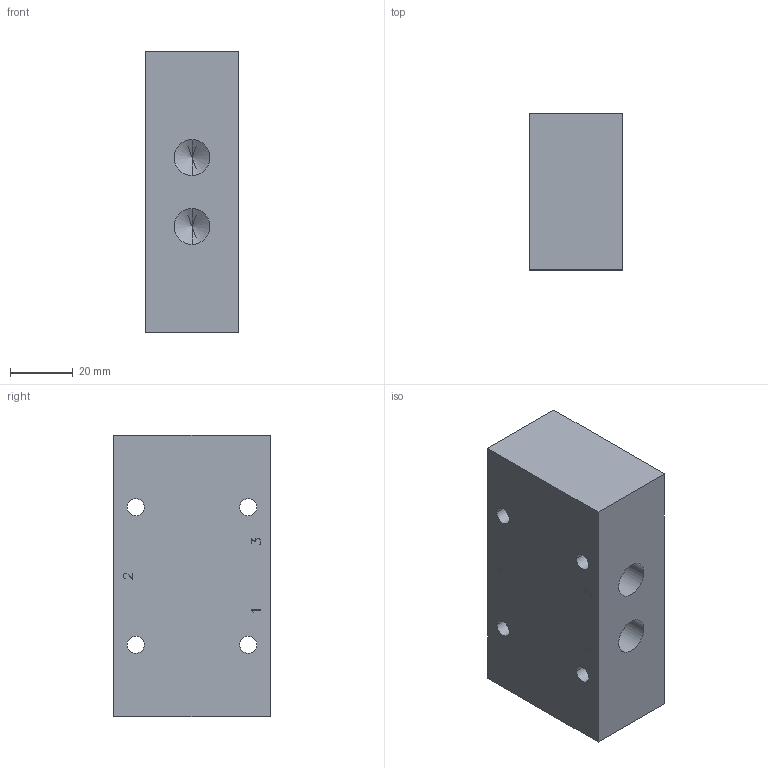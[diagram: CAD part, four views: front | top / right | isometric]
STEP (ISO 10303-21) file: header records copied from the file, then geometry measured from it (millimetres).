
FILE_DESCRIPTION (( 'STEP AP214' ), '1' );
FILE_NAME ('P-07-322_Airtec.step', '2018-12-06T09:44:29', ( '' ), ( '' ), 'SwSTEP 2.0', 'SolidWorks 2010', '' );
FILE_SCHEMA (( 'AUTOMOTIVE_DESIGN' ));
Length unit declared in the file: millimetre
Products named in the file (1): P-07-322_Airtec
Bounding box: 30 x 50 x 90 mm (x, y, z)
Volume: 126827.1 mm3; surface area: 21227.3 mm2
Topology: 1 solids, 1 shells, 174 faces, 492 edges, 321 vertices
Faces by surface type: plane 146, cylinder 18, cone 10
Entity records: 5528 total; most frequent: CARTESIAN_POINT 978, ORIENTED_EDGE 964, DIRECTION 872, EDGE_CURVE 482, VECTOR 442, LINE 442, VERTEX_POINT 321, AXIS2_PLACEMENT_3D 215
